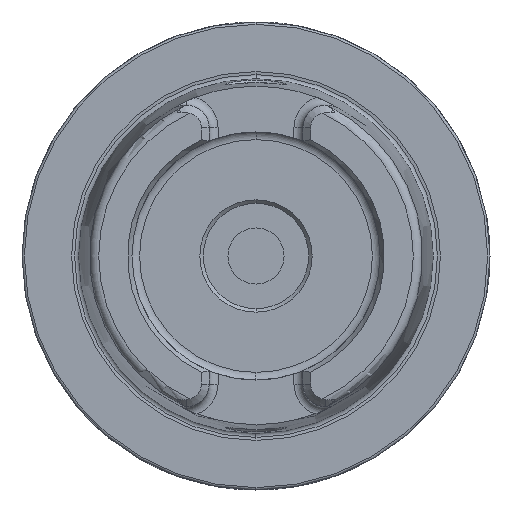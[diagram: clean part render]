
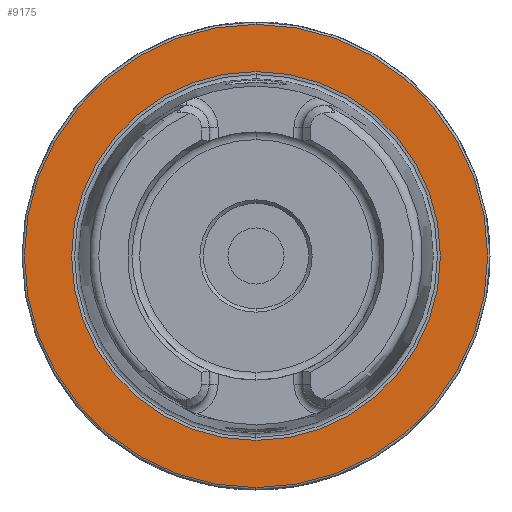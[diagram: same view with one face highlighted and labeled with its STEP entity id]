
A CAD part, left-side view. The second image highlights one B-rep face of the part: STEP entity #9175.
In plain terms, the highlighted planar face has unit normal (-1, 0, 0).
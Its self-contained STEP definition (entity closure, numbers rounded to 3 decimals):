
#172 = CIRCLE ( 'NONE', #5698, 49.5 ) ;
#1244 = EDGE_LOOP ( 'NONE', ( #4133, #1266 ) ) ;
#1246 = EDGE_LOOP ( 'NONE', ( #4135, #4093 ) ) ;
#1266 = ORIENTED_EDGE ( 'NONE', *, *, #8118, .T. ) ;
#1285 = AXIS2_PLACEMENT_3D ( 'NONE', #10269, #10270, #10271 ) ;
#1292 = CIRCLE ( 'NONE', #1285, 39.405 ) ;
#2950 = VERTEX_POINT ( 'NONE', #7612 ) ;
#2951 = VERTEX_POINT ( 'NONE', #7613 ) ;
#2955 = VERTEX_POINT ( 'NONE', #7617 ) ;
#2956 = VERTEX_POINT ( 'NONE', #7618 ) ;
#3177 = EDGE_CURVE ( 'NONE', #2956, #2955, #10809, .T. ) ;
#3182 = EDGE_CURVE ( 'NONE', #2951, #2950, #10863, .T. ) ;
#4093 = ORIENTED_EDGE ( 'NONE', *, *, #3182, .F. ) ;
#4133 = ORIENTED_EDGE ( 'NONE', *, *, #3177, .T. ) ;
#4135 = ORIENTED_EDGE ( 'NONE', *, *, #8117, .F. ) ;
#4921 = FACE_BOUND ( 'NONE', #1246, .T. ) ;
#4924 = DIRECTION ( 'NONE',  ( 1., 0., 0. ) ) ;
#4926 = CARTESIAN_POINT ( 'NONE',  ( 0., 49.5, 0. ) ) ;
#4928 = FACE_OUTER_BOUND ( 'NONE', #1244, .T. ) ;
#4929 = PLANE ( 'NONE',  #11092 ) ;
#4931 = DIRECTION ( 'NONE',  ( 0., 0., -1. ) ) ;
#5698 = AXIS2_PLACEMENT_3D ( 'NONE', #10273, #10274, #10275 ) ;
#7612 = CARTESIAN_POINT ( 'NONE',  ( 0., 0., 39.405 ) ) ;
#7613 = CARTESIAN_POINT ( 'NONE',  ( 0., 0., -39.405 ) ) ;
#7617 = CARTESIAN_POINT ( 'NONE',  ( 0., 0., -49.5 ) ) ;
#7618 = CARTESIAN_POINT ( 'NONE',  ( 0., 0., 49.5 ) ) ;
#7704 = CARTESIAN_POINT ( 'NONE',  ( 0., 0., 0. ) ) ;
#7705 = DIRECTION ( 'NONE',  ( -1., 0., 0. ) ) ;
#7706 = DIRECTION ( 'NONE',  ( 0., 0., 1. ) ) ;
#7720 = CARTESIAN_POINT ( 'NONE',  ( 0., 0., 0. ) ) ;
#7721 = DIRECTION ( 'NONE',  ( -1., 0., 0. ) ) ;
#7722 = DIRECTION ( 'NONE',  ( 0., 0., 1. ) ) ;
#8117 = EDGE_CURVE ( 'NONE', #2950, #2951, #1292, .T. ) ;
#8118 = EDGE_CURVE ( 'NONE', #2955, #2956, #172, .T. ) ;
#9175 = ADVANCED_FACE ( 'NONE', ( #4921, #4928 ), #4929, .F. ) ;
#10269 = CARTESIAN_POINT ( 'NONE',  ( 0., 0., 0. ) ) ;
#10270 = DIRECTION ( 'NONE',  ( -1., 0., 0. ) ) ;
#10271 = DIRECTION ( 'NONE',  ( 0., 0., 1. ) ) ;
#10273 = CARTESIAN_POINT ( 'NONE',  ( 0., 0., 0. ) ) ;
#10274 = DIRECTION ( 'NONE',  ( -1., 0., 0. ) ) ;
#10275 = DIRECTION ( 'NONE',  ( 0., 0., 1. ) ) ;
#10809 = CIRCLE ( 'NONE', #10826, 49.5 ) ;
#10826 = AXIS2_PLACEMENT_3D ( 'NONE', #7704, #7705, #7706 ) ;
#10844 = AXIS2_PLACEMENT_3D ( 'NONE', #7720, #7721, #7722 ) ;
#10863 = CIRCLE ( 'NONE', #10844, 39.405 ) ;
#11092 = AXIS2_PLACEMENT_3D ( 'NONE', #4926, #4924, #4931 ) ;
